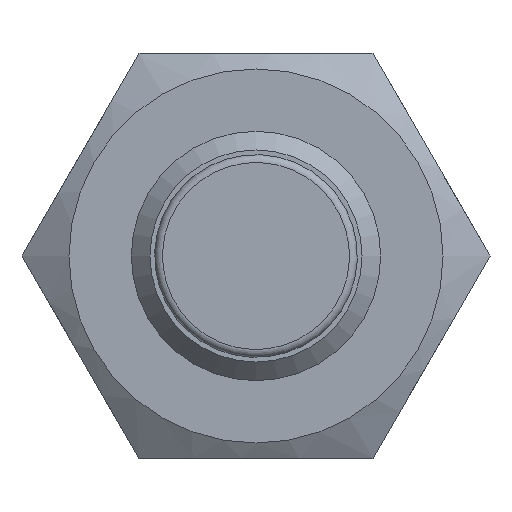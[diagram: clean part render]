
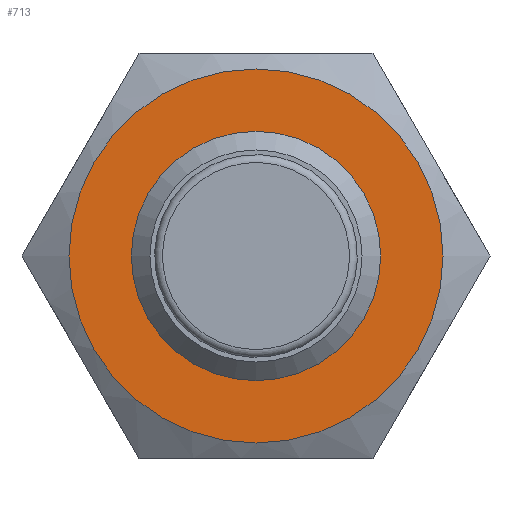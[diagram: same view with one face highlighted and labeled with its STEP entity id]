
A CAD part, left-side view. The second image highlights one B-rep face of the part: STEP entity #713.
In plain terms, the highlighted planar face has unit normal (-1, 0, 0).
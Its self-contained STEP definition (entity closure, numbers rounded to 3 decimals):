
#713 = ADVANCED_FACE('',(#714,#749),#727,.T.);
#714 = FACE_BOUND('',#715,.T.);
#715 = EDGE_LOOP('',(#716));
#716 = ORIENTED_EDGE('',*,*,#717,.T.);
#717 = EDGE_CURVE('',#718,#718,#720,.T.);
#718 = VERTEX_POINT('',#719);
#719 = CARTESIAN_POINT('',(-34.104,6.,0.));
#720 = SURFACE_CURVE('',#721,(#726,#738),.PCURVE_S1.);
#721 = CIRCLE('',#722,6.);
#722 = AXIS2_PLACEMENT_3D('',#723,#724,#725);
#723 = CARTESIAN_POINT('',(-34.104,0.,
    0.));
#724 = DIRECTION('',(-1.,0.,0.));
#725 = DIRECTION('',(0.,1.,0.));
#726 = PCURVE('',#727,#732);
#727 = PLANE('',#728);
#728 = AXIS2_PLACEMENT_3D('',#729,#730,#731);
#729 = CARTESIAN_POINT('',(-34.104,0.,
    0.));
#730 = DIRECTION('',(-1.,0.,0.));
#731 = DIRECTION('',(0.,0.,-1.));
#732 = DEFINITIONAL_REPRESENTATION('',(#733),#737);
#733 = CIRCLE('',#734,6.);
#734 = AXIS2_PLACEMENT_2D('',#735,#736);
#735 = CARTESIAN_POINT('',(0.,0.));
#736 = DIRECTION('',(0.,-1.));
#737 = ( GEOMETRIC_REPRESENTATION_CONTEXT(2) 
PARAMETRIC_REPRESENTATION_CONTEXT() REPRESENTATION_CONTEXT('2D SPACE',''
  ) );
#738 = PCURVE('',#739,#744);
#739 = CONICAL_SURFACE('',#740,8.,1.047);
#740 = AXIS2_PLACEMENT_3D('',#741,#742,#743);
#741 = CARTESIAN_POINT('',(-32.95,0.,
    0.));
#742 = DIRECTION('',(1.,0.,0.));
#743 = DIRECTION('',(0.,1.,0.));
#744 = DEFINITIONAL_REPRESENTATION('',(#745),#748);
#745 = B_SPLINE_CURVE_WITH_KNOTS('',1,(#746,#747),.UNSPECIFIED.,.F.,.F.,
  (2,2),(0.,6.283),.PIECEWISE_BEZIER_KNOTS.);
#746 = CARTESIAN_POINT('',(6.283,-1.155));
#747 = CARTESIAN_POINT('',(0.,-1.155));
#748 = ( GEOMETRIC_REPRESENTATION_CONTEXT(2) 
PARAMETRIC_REPRESENTATION_CONTEXT() REPRESENTATION_CONTEXT('2D SPACE',''
  ) );
#749 = FACE_BOUND('',#750,.T.);
#750 = EDGE_LOOP('',(#751,#781));
#751 = ORIENTED_EDGE('',*,*,#752,.F.);
#752 = EDGE_CURVE('',#753,#755,#757,.T.);
#753 = VERTEX_POINT('',#754);
#754 = CARTESIAN_POINT('',(-34.104,-4.,0.));
#755 = VERTEX_POINT('',#756);
#756 = CARTESIAN_POINT('',(-34.104,4.,0.));
#757 = SURFACE_CURVE('',#758,(#763,#770),.PCURVE_S1.);
#758 = CIRCLE('',#759,4.);
#759 = AXIS2_PLACEMENT_3D('',#760,#761,#762);
#760 = CARTESIAN_POINT('',(-34.104,0.,0.));
#761 = DIRECTION('',(-1.,0.,0.));
#762 = DIRECTION('',(0.,1.,0.));
#763 = PCURVE('',#727,#764);
#764 = DEFINITIONAL_REPRESENTATION('',(#765),#769);
#765 = CIRCLE('',#766,4.);
#766 = AXIS2_PLACEMENT_2D('',#767,#768);
#767 = CARTESIAN_POINT('',(0.,0.));
#768 = DIRECTION('',(0.,-1.));
#769 = ( GEOMETRIC_REPRESENTATION_CONTEXT(2) 
PARAMETRIC_REPRESENTATION_CONTEXT() REPRESENTATION_CONTEXT('2D SPACE',''
  ) );
#770 = PCURVE('',#771,#776);
#771 = CYLINDRICAL_SURFACE('',#772,4.);
#772 = AXIS2_PLACEMENT_3D('',#773,#774,#775);
#773 = CARTESIAN_POINT('',(-27.825,0.,0.));
#774 = DIRECTION('',(1.,0.,0.));
#775 = DIRECTION('',(0.,1.,0.));
#776 = DEFINITIONAL_REPRESENTATION('',(#777),#780);
#777 = B_SPLINE_CURVE_WITH_KNOTS('',1,(#778,#779),.UNSPECIFIED.,.F.,.F.,
  (2,2),(3.142,6.283),.PIECEWISE_BEZIER_KNOTS.);
#778 = CARTESIAN_POINT('',(3.142,-6.279));
#779 = CARTESIAN_POINT('',(0.,-6.279));
#780 = ( GEOMETRIC_REPRESENTATION_CONTEXT(2) 
PARAMETRIC_REPRESENTATION_CONTEXT() REPRESENTATION_CONTEXT('2D SPACE',''
  ) );
#781 = ORIENTED_EDGE('',*,*,#782,.F.);
#782 = EDGE_CURVE('',#755,#753,#783,.T.);
#783 = SURFACE_CURVE('',#784,(#789,#796),.PCURVE_S1.);
#784 = CIRCLE('',#785,4.);
#785 = AXIS2_PLACEMENT_3D('',#786,#787,#788);
#786 = CARTESIAN_POINT('',(-34.104,0.,0.));
#787 = DIRECTION('',(-1.,0.,0.));
#788 = DIRECTION('',(0.,1.,0.));
#789 = PCURVE('',#727,#790);
#790 = DEFINITIONAL_REPRESENTATION('',(#791),#795);
#791 = CIRCLE('',#792,4.);
#792 = AXIS2_PLACEMENT_2D('',#793,#794);
#793 = CARTESIAN_POINT('',(0.,0.));
#794 = DIRECTION('',(0.,-1.));
#795 = ( GEOMETRIC_REPRESENTATION_CONTEXT(2) 
PARAMETRIC_REPRESENTATION_CONTEXT() REPRESENTATION_CONTEXT('2D SPACE',''
  ) );
#796 = PCURVE('',#771,#797);
#797 = DEFINITIONAL_REPRESENTATION('',(#798),#801);
#798 = B_SPLINE_CURVE_WITH_KNOTS('',1,(#799,#800),.UNSPECIFIED.,.F.,.F.,
  (2,2),(6.283,9.425),.PIECEWISE_BEZIER_KNOTS.);
#799 = CARTESIAN_POINT('',(6.283,-6.279));
#800 = CARTESIAN_POINT('',(3.142,-6.279));
#801 = ( GEOMETRIC_REPRESENTATION_CONTEXT(2) 
PARAMETRIC_REPRESENTATION_CONTEXT() REPRESENTATION_CONTEXT('2D SPACE',''
  ) );
